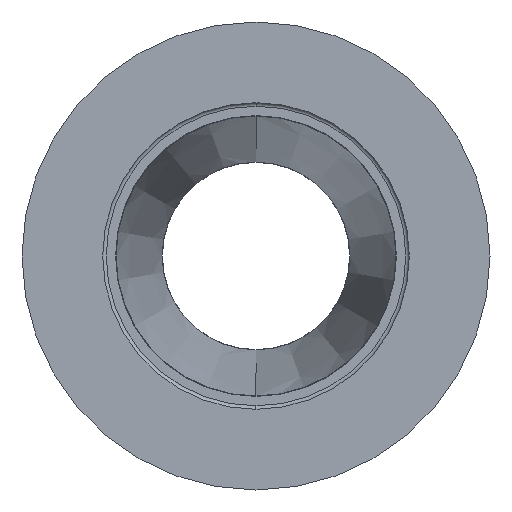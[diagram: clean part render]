
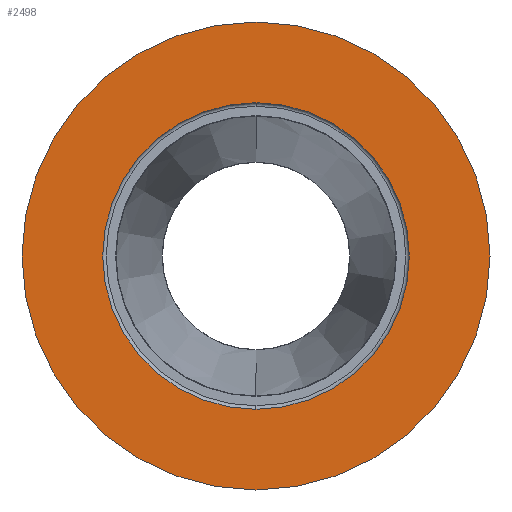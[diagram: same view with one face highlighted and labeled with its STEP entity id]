
A CAD part, left-side view. The second image highlights one B-rep face of the part: STEP entity #2498.
In plain terms, the highlighted planar face has unit normal (-1, 0, 0).
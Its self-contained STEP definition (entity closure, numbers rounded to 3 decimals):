
#33 = CYLINDRICAL_SURFACE('',#34,20.);
#34 = AXIS2_PLACEMENT_3D('',#35,#36,#37);
#35 = CARTESIAN_POINT('',(0.,0.,0.));
#36 = DIRECTION('',(-1.,-0.,-0.));
#37 = DIRECTION('',(-0.,0.,1.));
#58 = VERTEX_POINT('',#59);
#59 = CARTESIAN_POINT('',(0.,0.,-20.));
#73 = CYLINDRICAL_SURFACE('',#74,20.);
#74 = AXIS2_PLACEMENT_3D('',#75,#76,#77);
#75 = CARTESIAN_POINT('',(0.,0.,0.));
#76 = DIRECTION('',(-1.,-0.,-0.));
#77 = DIRECTION('',(-0.,0.,1.));
#85 = EDGE_CURVE('',#86,#58,#88,.T.);
#86 = VERTEX_POINT('',#87);
#87 = CARTESIAN_POINT('',(0.,0.,20.));
#88 = SURFACE_CURVE('',#89,(#94,#101),.PCURVE_S1.);
#89 = CIRCLE('',#90,20.);
#90 = AXIS2_PLACEMENT_3D('',#91,#92,#93);
#91 = CARTESIAN_POINT('',(0.,0.,0.));
#92 = DIRECTION('',(-1.,0.,-0.));
#93 = DIRECTION('',(-0.,0.,1.));
#94 = PCURVE('',#33,#95);
#95 = DEFINITIONAL_REPRESENTATION('',(#96),#100);
#96 = LINE('',#97,#98);
#97 = CARTESIAN_POINT('',(0.,0.));
#98 = VECTOR('',#99,1.);
#99 = DIRECTION('',(1.,0.));
#100 = ( GEOMETRIC_REPRESENTATION_CONTEXT(2) 
PARAMETRIC_REPRESENTATION_CONTEXT() REPRESENTATION_CONTEXT('2D SPACE',''
  ) );
#101 = PCURVE('',#102,#107);
#102 = PLANE('',#103);
#103 = AXIS2_PLACEMENT_3D('',#104,#105,#106);
#104 = CARTESIAN_POINT('',(0.,0.,-13.1));
#105 = DIRECTION('',(1.,0.,0.));
#106 = DIRECTION('',(0.,0.,-1.));
#107 = DEFINITIONAL_REPRESENTATION('',(#108),#116);
#108 = ( BOUNDED_CURVE() B_SPLINE_CURVE(2,(#109,#110,#111,#112,#113,#114
,#115),.UNSPECIFIED.,.T.,.F.) B_SPLINE_CURVE_WITH_KNOTS((1,2,2,2,2,1),(
    -2.094,0.,2.094,4.189,6.283,
8.378),.UNSPECIFIED.) CURVE() GEOMETRIC_REPRESENTATION_ITEM() 
RATIONAL_B_SPLINE_CURVE((1.,0.5,1.,0.5,1.,0.5,1.)) REPRESENTATION_ITEM(
  '') );
#109 = CARTESIAN_POINT('',(-33.1,0.));
#110 = CARTESIAN_POINT('',(-33.1,34.641));
#111 = CARTESIAN_POINT('',(-3.1,17.321));
#112 = CARTESIAN_POINT('',(26.9,0.));
#113 = CARTESIAN_POINT('',(-3.1,-17.321));
#114 = CARTESIAN_POINT('',(-33.1,-34.641));
#115 = CARTESIAN_POINT('',(-33.1,0.));
#116 = ( GEOMETRIC_REPRESENTATION_CONTEXT(2) 
PARAMETRIC_REPRESENTATION_CONTEXT() REPRESENTATION_CONTEXT('2D SPACE',''
  ) );
#1837 = CYLINDRICAL_SURFACE('',#1838,13.1);
#1838 = AXIS2_PLACEMENT_3D('',#1839,#1840,#1841);
#1839 = CARTESIAN_POINT('',(0.,0.,0.));
#1840 = DIRECTION('',(-1.,-0.,-0.));
#1841 = DIRECTION('',(-0.,0.,1.));
#1903 = VERTEX_POINT('',#1904);
#1904 = CARTESIAN_POINT('',(0.,0.,13.1));
#1918 = CYLINDRICAL_SURFACE('',#1919,13.1);
#1919 = AXIS2_PLACEMENT_3D('',#1920,#1921,#1922);
#1920 = CARTESIAN_POINT('',(0.,0.,0.));
#1921 = DIRECTION('',(-1.,-0.,-0.));
#1922 = DIRECTION('',(-0.,0.,1.));
#1930 = EDGE_CURVE('',#1931,#1903,#1933,.T.);
#1931 = VERTEX_POINT('',#1932);
#1932 = CARTESIAN_POINT('',(0.,0.,-13.1));
#1933 = SURFACE_CURVE('',#1934,(#1939,#1946),.PCURVE_S1.);
#1934 = CIRCLE('',#1935,13.1);
#1935 = AXIS2_PLACEMENT_3D('',#1936,#1937,#1938);
#1936 = CARTESIAN_POINT('',(0.,0.,0.));
#1937 = DIRECTION('',(-1.,0.,-0.));
#1938 = DIRECTION('',(-0.,0.,1.));
#1939 = PCURVE('',#1837,#1940);
#1940 = DEFINITIONAL_REPRESENTATION('',(#1941),#1945);
#1941 = LINE('',#1942,#1943);
#1942 = CARTESIAN_POINT('',(0.,0.));
#1943 = VECTOR('',#1944,1.);
#1944 = DIRECTION('',(1.,0.));
#1945 = ( GEOMETRIC_REPRESENTATION_CONTEXT(2) 
PARAMETRIC_REPRESENTATION_CONTEXT() REPRESENTATION_CONTEXT('2D SPACE',''
  ) );
#1946 = PCURVE('',#102,#1947);
#1947 = DEFINITIONAL_REPRESENTATION('',(#1948),#1956);
#1948 = ( BOUNDED_CURVE() B_SPLINE_CURVE(2,(#1949,#1950,#1951,#1952,
#1953,#1954,#1955),.UNSPECIFIED.,.T.,.F.) B_SPLINE_CURVE_WITH_KNOTS((1,2
    ,2,2,2,1),(-2.094,0.,2.094,4.189,
6.283,8.378),.UNSPECIFIED.) CURVE() 
GEOMETRIC_REPRESENTATION_ITEM() RATIONAL_B_SPLINE_CURVE((1.,0.5,1.,0.5,
1.,0.5,1.)) REPRESENTATION_ITEM('') );
#1949 = CARTESIAN_POINT('',(-26.2,0.));
#1950 = CARTESIAN_POINT('',(-26.2,22.69));
#1951 = CARTESIAN_POINT('',(-6.55,11.345));
#1952 = CARTESIAN_POINT('',(13.1,0.));
#1953 = CARTESIAN_POINT('',(-6.55,-11.345));
#1954 = CARTESIAN_POINT('',(-26.2,-22.69));
#1955 = CARTESIAN_POINT('',(-26.2,0.));
#1956 = ( GEOMETRIC_REPRESENTATION_CONTEXT(2) 
PARAMETRIC_REPRESENTATION_CONTEXT() REPRESENTATION_CONTEXT('2D SPACE',''
  ) );
#1983 = EDGE_CURVE('',#1903,#1931,#1984,.T.);
#1984 = SURFACE_CURVE('',#1985,(#1990,#1997),.PCURVE_S1.);
#1985 = CIRCLE('',#1986,13.1);
#1986 = AXIS2_PLACEMENT_3D('',#1987,#1988,#1989);
#1987 = CARTESIAN_POINT('',(0.,0.,0.));
#1988 = DIRECTION('',(-1.,0.,-0.));
#1989 = DIRECTION('',(-0.,0.,1.));
#1990 = PCURVE('',#1918,#1991);
#1991 = DEFINITIONAL_REPRESENTATION('',(#1992),#1996);
#1992 = LINE('',#1993,#1994);
#1993 = CARTESIAN_POINT('',(0.,0.));
#1994 = VECTOR('',#1995,1.);
#1995 = DIRECTION('',(1.,0.));
#1996 = ( GEOMETRIC_REPRESENTATION_CONTEXT(2) 
PARAMETRIC_REPRESENTATION_CONTEXT() REPRESENTATION_CONTEXT('2D SPACE',''
  ) );
#1997 = PCURVE('',#102,#1998);
#1998 = DEFINITIONAL_REPRESENTATION('',(#1999),#2007);
#1999 = ( BOUNDED_CURVE() B_SPLINE_CURVE(2,(#2000,#2001,#2002,#2003,
#2004,#2005,#2006),.UNSPECIFIED.,.T.,.F.) B_SPLINE_CURVE_WITH_KNOTS((1,2
    ,2,2,2,1),(-2.094,0.,2.094,4.189,
6.283,8.378),.UNSPECIFIED.) CURVE() 
GEOMETRIC_REPRESENTATION_ITEM() RATIONAL_B_SPLINE_CURVE((1.,0.5,1.,0.5,
1.,0.5,1.)) REPRESENTATION_ITEM('') );
#2000 = CARTESIAN_POINT('',(-26.2,0.));
#2001 = CARTESIAN_POINT('',(-26.2,22.69));
#2002 = CARTESIAN_POINT('',(-6.55,11.345));
#2003 = CARTESIAN_POINT('',(13.1,0.));
#2004 = CARTESIAN_POINT('',(-6.55,-11.345));
#2005 = CARTESIAN_POINT('',(-26.2,-22.69));
#2006 = CARTESIAN_POINT('',(-26.2,0.));
#2007 = ( GEOMETRIC_REPRESENTATION_CONTEXT(2) 
PARAMETRIC_REPRESENTATION_CONTEXT() REPRESENTATION_CONTEXT('2D SPACE',''
  ) );
#2473 = EDGE_CURVE('',#58,#86,#2474,.T.);
#2474 = SURFACE_CURVE('',#2475,(#2480,#2487),.PCURVE_S1.);
#2475 = CIRCLE('',#2476,20.);
#2476 = AXIS2_PLACEMENT_3D('',#2477,#2478,#2479);
#2477 = CARTESIAN_POINT('',(0.,0.,0.));
#2478 = DIRECTION('',(-1.,0.,-0.));
#2479 = DIRECTION('',(-0.,0.,1.));
#2480 = PCURVE('',#73,#2481);
#2481 = DEFINITIONAL_REPRESENTATION('',(#2482),#2486);
#2482 = LINE('',#2483,#2484);
#2483 = CARTESIAN_POINT('',(0.,0.));
#2484 = VECTOR('',#2485,1.);
#2485 = DIRECTION('',(1.,0.));
#2486 = ( GEOMETRIC_REPRESENTATION_CONTEXT(2) 
PARAMETRIC_REPRESENTATION_CONTEXT() REPRESENTATION_CONTEXT('2D SPACE',''
  ) );
#2487 = PCURVE('',#102,#2488);
#2488 = DEFINITIONAL_REPRESENTATION('',(#2489),#2497);
#2489 = ( BOUNDED_CURVE() B_SPLINE_CURVE(2,(#2490,#2491,#2492,#2493,
#2494,#2495,#2496),.UNSPECIFIED.,.T.,.F.) B_SPLINE_CURVE_WITH_KNOTS((1,2
    ,2,2,2,1),(-2.094,0.,2.094,4.189,
6.283,8.378),.UNSPECIFIED.) CURVE() 
GEOMETRIC_REPRESENTATION_ITEM() RATIONAL_B_SPLINE_CURVE((1.,0.5,1.,0.5,
1.,0.5,1.)) REPRESENTATION_ITEM('') );
#2490 = CARTESIAN_POINT('',(-33.1,0.));
#2491 = CARTESIAN_POINT('',(-33.1,34.641));
#2492 = CARTESIAN_POINT('',(-3.1,17.321));
#2493 = CARTESIAN_POINT('',(26.9,0.));
#2494 = CARTESIAN_POINT('',(-3.1,-17.321));
#2495 = CARTESIAN_POINT('',(-33.1,-34.641));
#2496 = CARTESIAN_POINT('',(-33.1,0.));
#2497 = ( GEOMETRIC_REPRESENTATION_CONTEXT(2) 
PARAMETRIC_REPRESENTATION_CONTEXT() REPRESENTATION_CONTEXT('2D SPACE',''
  ) );
#2498 = ADVANCED_FACE('',(#2499,#2503),#102,.F.);
#2499 = FACE_BOUND('',#2500,.T.);
#2500 = EDGE_LOOP('',(#2501,#2502));
#2501 = ORIENTED_EDGE('',*,*,#1983,.F.);
#2502 = ORIENTED_EDGE('',*,*,#1930,.F.);
#2503 = FACE_BOUND('',#2504,.T.);
#2504 = EDGE_LOOP('',(#2505,#2506));
#2505 = ORIENTED_EDGE('',*,*,#85,.T.);
#2506 = ORIENTED_EDGE('',*,*,#2473,.T.);
